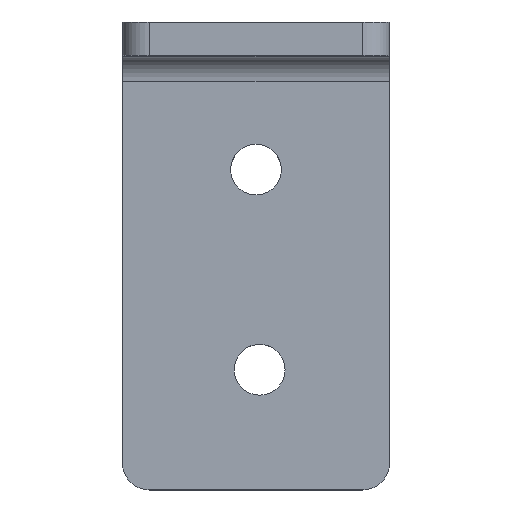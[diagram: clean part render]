
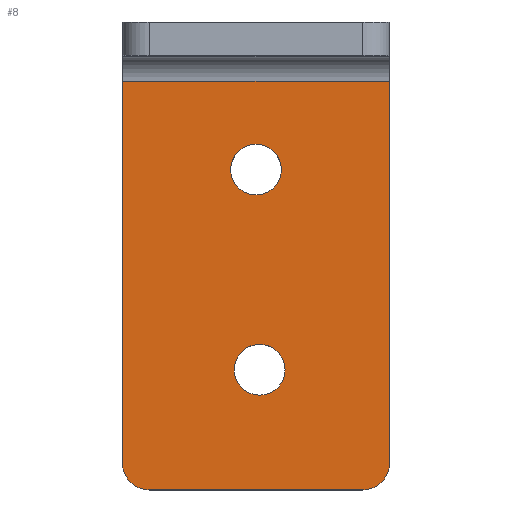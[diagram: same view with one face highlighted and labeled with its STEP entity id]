
A CAD part, top view. The second image highlights one B-rep face of the part: STEP entity #8.
In plain terms, the highlighted planar face has unit normal (0, 0, 1).
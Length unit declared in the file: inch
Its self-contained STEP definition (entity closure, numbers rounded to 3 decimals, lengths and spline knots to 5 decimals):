
#8 = ADVANCED_FACE ( 'NONE', ( #346, #481, #360 ), #27, .F. ) ;
#27 = PLANE ( 'NONE',  #513 ) ;
#88 = ORIENTED_EDGE ( 'NONE', *, *, #701, .T. ) ;
#89 = DIRECTION ( 'NONE',  ( -1., 0., 0. ) ) ;
#91 = CARTESIAN_POINT ( 'NONE',  ( 0.01373, -0.425, 0.125 ) ) ;
#93 = VECTOR ( 'NONE', #323, 39.37008 ) ;
#99 = DIRECTION ( 'NONE',  ( 1., 0., 0. ) ) ;
#110 = EDGE_LOOP ( 'NONE', ( #436, #632, #466, #420, #88, #454 ) ) ;
#111 = CARTESIAN_POINT ( 'NONE',  ( -0.5, -0.875, 0.125 ) ) ;
#120 = CARTESIAN_POINT ( 'NONE',  ( 0., 0.325, 0.125 ) ) ;
#127 = CARTESIAN_POINT ( 'NONE',  ( 0.4, -0.875, 0.125 ) ) ;
#139 = VERTEX_POINT ( 'NONE', #365 ) ;
#166 = EDGE_CURVE ( 'NONE', #837, #219, #706, .T. ) ;
#176 = LINE ( 'NONE', #432, #93 ) ;
#183 = AXIS2_PLACEMENT_3D ( 'NONE', #390, #327, #405 ) ;
#192 = ORIENTED_EDGE ( 'NONE', *, *, #617, .F. ) ;
#203 = VERTEX_POINT ( 'NONE', #127 ) ;
#216 = VERTEX_POINT ( 'NONE', #782 ) ;
#219 = VERTEX_POINT ( 'NONE', #254 ) ;
#225 = ORIENTED_EDGE ( 'NONE', *, *, #521, .F. ) ;
#226 = AXIS2_PLACEMENT_3D ( 'NONE', #449, #514, #99 ) ;
#230 = DIRECTION ( 'NONE',  ( 0., 0., 1. ) ) ;
#232 = DIRECTION ( 'NONE',  ( 0., 0., -1. ) ) ;
#238 = VERTEX_POINT ( 'NONE', #638 ) ;
#241 = CARTESIAN_POINT ( 'NONE',  ( -0.4, -0.775, 0.125 ) ) ;
#247 = DIRECTION ( 'NONE',  ( 0., 0., 1. ) ) ;
#254 = CARTESIAN_POINT ( 'NONE',  ( -0.095, 0.325, 0.125 ) ) ;
#262 = CIRCLE ( 'NONE', #183, 0.095 ) ;
#267 = CARTESIAN_POINT ( 'NONE',  ( 0.095, 0.325, 0.125 ) ) ;
#295 = ORIENTED_EDGE ( 'NONE', *, *, #797, .F. ) ;
#304 = AXIS2_PLACEMENT_3D ( 'NONE', #91, #230, #357 ) ;
#312 = EDGE_CURVE ( 'NONE', #203, #139, #749, .T. ) ;
#319 = DIRECTION ( 'NONE',  ( -1., 0., 0. ) ) ;
#323 = DIRECTION ( 'NONE',  ( 0., 1., 0. ) ) ;
#327 = DIRECTION ( 'NONE',  ( 0., 0., 1. ) ) ;
#338 = VERTEX_POINT ( 'NONE', #641 ) ;
#339 = AXIS2_PLACEMENT_3D ( 'NONE', #120, #247, #442 ) ;
#345 = EDGE_CURVE ( 'NONE', #429, #238, #655, .T. ) ;
#346 = FACE_BOUND ( 'NONE', #660, .T. ) ;
#357 = DIRECTION ( 'NONE',  ( 1., 0., 0. ) ) ;
#360 = FACE_OUTER_BOUND ( 'NONE', #110, .T. ) ;
#365 = CARTESIAN_POINT ( 'NONE',  ( 0.5, -0.775, 0.125 ) ) ;
#370 = EDGE_LOOP ( 'NONE', ( #192, #725 ) ) ;
#390 = CARTESIAN_POINT ( 'NONE',  ( 0.01373, -0.425, 0.125 ) ) ;
#391 = CARTESIAN_POINT ( 'NONE',  ( 0.4, -0.775, 0.125 ) ) ;
#405 = DIRECTION ( 'NONE',  ( 1., 0., 0. ) ) ;
#420 = ORIENTED_EDGE ( 'NONE', *, *, #639, .T. ) ;
#429 = VERTEX_POINT ( 'NONE', #795 ) ;
#432 = CARTESIAN_POINT ( 'NONE',  ( 0.5, -0.875, 0.125 ) ) ;
#435 = VECTOR ( 'NONE', #473, 39.37008 ) ;
#436 = ORIENTED_EDGE ( 'NONE', *, *, #684, .T. ) ;
#437 = DIRECTION ( 'NONE',  ( -1., 0., 0. ) ) ;
#442 = DIRECTION ( 'NONE',  ( 1., 0., 0. ) ) ;
#449 = CARTESIAN_POINT ( 'NONE',  ( 0., 0.325, 0.125 ) ) ;
#454 = ORIENTED_EDGE ( 'NONE', *, *, #312, .T. ) ;
#459 = CARTESIAN_POINT ( 'NONE',  ( -0.5, 0.6563, 0.125 ) ) ;
#466 = ORIENTED_EDGE ( 'NONE', *, *, #596, .T. ) ;
#473 = DIRECTION ( 'NONE',  ( -1., 0., 0. ) ) ;
#481 = FACE_BOUND ( 'NONE', #370, .T. ) ;
#504 = CIRCLE ( 'NONE', #652, 0.1 ) ;
#513 = AXIS2_PLACEMENT_3D ( 'NONE', #747, #232, #89 ) ;
#514 = DIRECTION ( 'NONE',  ( 0., 0., 1. ) ) ;
#519 = DIRECTION ( 'NONE',  ( 0., 0., 1. ) ) ;
#521 = EDGE_CURVE ( 'NONE', #750, #216, #262, .T. ) ;
#536 = VERTEX_POINT ( 'NONE', #654 ) ;
#556 = CARTESIAN_POINT ( 'NONE',  ( -0.5, -0.875, 0.125 ) ) ;
#560 = AXIS2_PLACEMENT_3D ( 'NONE', #391, #519, #319 ) ;
#583 = DIRECTION ( 'NONE',  ( 0., -1., 0. ) ) ;
#585 = CIRCLE ( 'NONE', #226, 0.095 ) ;
#596 = EDGE_CURVE ( 'NONE', #238, #338, #842, .T. ) ;
#617 = EDGE_CURVE ( 'NONE', #219, #837, #585, .T. ) ;
#619 = DIRECTION ( 'NONE',  ( 0., 0., 1. ) ) ;
#631 = DIRECTION ( 'NONE',  ( 1., 0., 0. ) ) ;
#632 = ORIENTED_EDGE ( 'NONE', *, *, #345, .T. ) ;
#638 = CARTESIAN_POINT ( 'NONE',  ( -0.5, 0.6563, 0.125 ) ) ;
#639 = EDGE_CURVE ( 'NONE', #338, #536, #504, .T. ) ;
#641 = CARTESIAN_POINT ( 'NONE',  ( -0.5, -0.775, 0.125 ) ) ;
#652 = AXIS2_PLACEMENT_3D ( 'NONE', #241, #619, #437 ) ;
#654 = CARTESIAN_POINT ( 'NONE',  ( -0.4, -0.875, 0.125 ) ) ;
#655 = LINE ( 'NONE', #459, #435 ) ;
#660 = EDGE_LOOP ( 'NONE', ( #295, #225 ) ) ;
#667 = CIRCLE ( 'NONE', #304, 0.095 ) ;
#681 = VECTOR ( 'NONE', #631, 39.37008 ) ;
#684 = EDGE_CURVE ( 'NONE', #139, #429, #176, .T. ) ;
#693 = LINE ( 'NONE', #111, #681 ) ;
#701 = EDGE_CURVE ( 'NONE', #536, #203, #693, .T. ) ;
#706 = CIRCLE ( 'NONE', #339, 0.095 ) ;
#723 = VECTOR ( 'NONE', #583, 39.37008 ) ;
#725 = ORIENTED_EDGE ( 'NONE', *, *, #166, .F. ) ;
#747 = CARTESIAN_POINT ( 'NONE',  ( 0., 0., 0.125 ) ) ;
#748 = CARTESIAN_POINT ( 'NONE',  ( 0.10873, -0.425, 0.125 ) ) ;
#749 = CIRCLE ( 'NONE', #560, 0.1 ) ;
#750 = VERTEX_POINT ( 'NONE', #748 ) ;
#782 = CARTESIAN_POINT ( 'NONE',  ( -0.08127, -0.425, 0.125 ) ) ;
#795 = CARTESIAN_POINT ( 'NONE',  ( 0.5, 0.6563, 0.125 ) ) ;
#797 = EDGE_CURVE ( 'NONE', #216, #750, #667, .T. ) ;
#837 = VERTEX_POINT ( 'NONE', #267 ) ;
#842 = LINE ( 'NONE', #556, #723 ) ;
